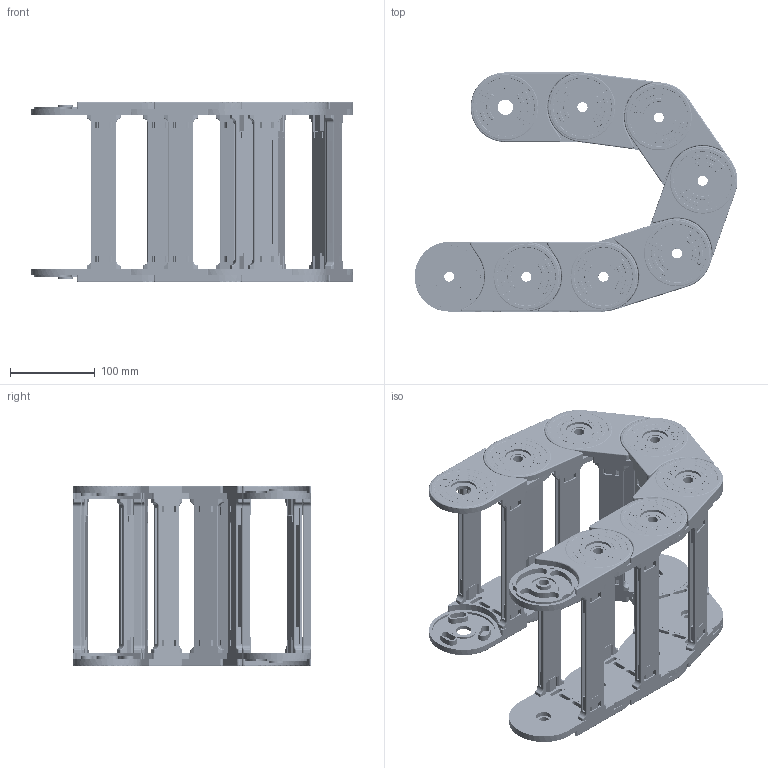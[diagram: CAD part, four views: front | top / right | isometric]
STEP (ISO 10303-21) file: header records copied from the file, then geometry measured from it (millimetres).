
FILE_DESCRIPTION (( 'STEP AP214' ), '1' );
FILE_NAME ('CK60-A180-R100.STEP', '2019-09-19T05:33:42', ( '' ), ( '' ), 'SwSTEP 2.0', 'SolidWorks 2017', '' );
FILE_SCHEMA (( 'AUTOMOTIVE_DESIGN' ));
Length unit declared in the file: millimetre
Products named in the file (2): CK60-A180-1; CK60-A180-R100
Assembly tree (7 placements, depth 2):
  CK60-A180-R100
    CK60-A180-1  x7
Bounding box: 381.15 x 282.03 x 213.56 mm (x, y, z)
Volume: 1839907.2 mm3; surface area: 966599.2 mm2
Topology: 28 solids, 28 shells, 6846 faces, 17780 edges, 11480 vertices
Faces by surface type: plane 2982, cylinder 2058, bspline 1442, torus 252, sphere 112
Entity records: 39363 total; most frequent: CARTESIAN_POINT 17008, ORIENTED_EDGE 5056, DIRECTION 4104, EDGE_CURVE 2528, VERTEX_POINT 1640, VECTOR 1392, LINE 1392, AXIS2_PLACEMENT_3D 1356
